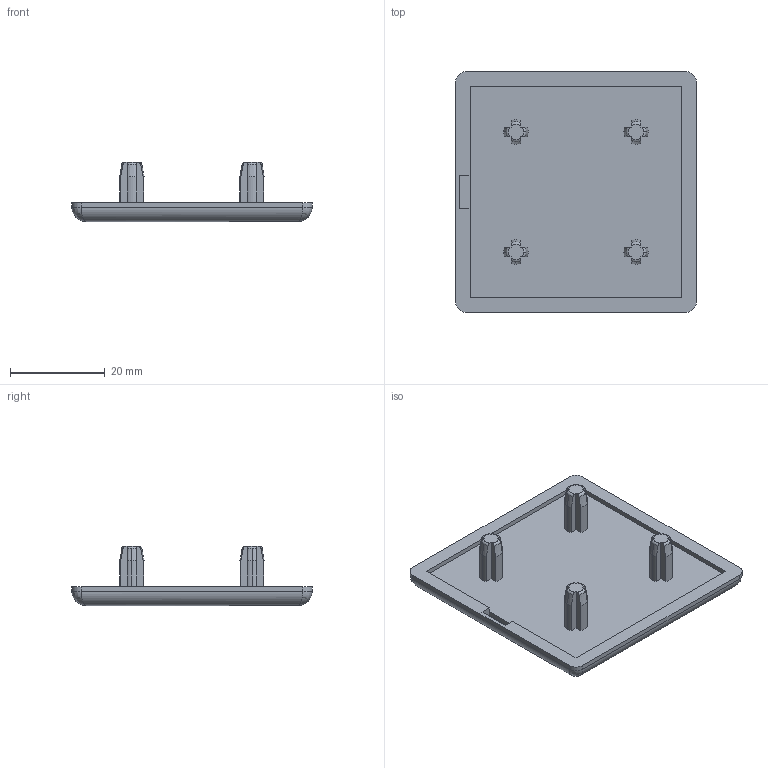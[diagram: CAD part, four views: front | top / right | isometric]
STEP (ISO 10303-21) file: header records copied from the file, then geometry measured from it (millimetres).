
FILE_DESCRIPTION (( 'STEP AP203' ), '1' );
FILE_NAME ('151094.step', '2021-06-03T16:17:26', ( '' ), ( '' ), 'SwSTEP 2.0', 'SolidWorks 2021', '' );
FILE_SCHEMA (( 'CONFIG_CONTROL_DESIGN' ));
Length unit declared in the file: millimetre
Products named in the file (1): 151094
Bounding box: 50.8 x 50.8 x 12.5 mm (x, y, z)
Volume: 8476.2 mm3; surface area: 6573.9 mm2
Topology: 1 solids, 1 shells, 125 faces, 340 edges, 218 vertices
Faces by surface type: plane 53, cylinder 28, torus 20, cone 20, bspline 4
Entity records: 4731 total; most frequent: CARTESIAN_POINT 1592, ORIENTED_EDGE 672, DIRECTION 604, EDGE_CURVE 336, AXIS2_PLACEMENT_3D 218, VERTEX_POINT 218, VECTOR 168, LINE 168
